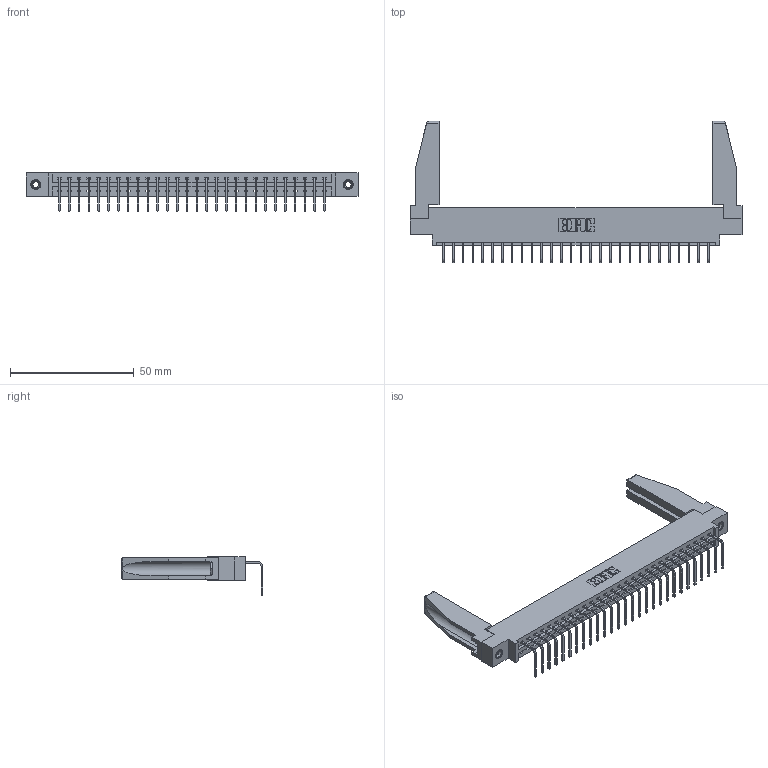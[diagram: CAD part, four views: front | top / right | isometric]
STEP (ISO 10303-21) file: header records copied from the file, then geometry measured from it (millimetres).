
FILE_DESCRIPTION (( 'STEP AP203' ), '1' );
FILE_NAME ('337-028-558-678.STEP', '2019-10-07T13:30:39', ( '' ), ( '' ), 'SwSTEP 2.0', 'SolidWorks 2016', '' );
FILE_SCHEMA (( 'CONFIG_CONTROL_DESIGN' ));
Length unit declared in the file: inch
Products named in the file (5): 345-250-001_345-250-001-102; 337 Part_0.170 Offset - 0.156 Dia-TI; 337-028-558-678; 307-220-078; 345-292-001_558 Tail - 2
Assembly tree (33 placements, depth 2):
  337-028-558-678
    337 Part_0.170 Offset - 0.156 Dia-TI
    345-292-001_558 Tail - 2  x28
    345-250-001_345-250-001-102  x2
    307-220-078  x2
Bounding box: 133.96 x 56.96 x 15.37 mm (x, y, z)
Volume: 17716.8 mm3; surface area: 18609.9 mm2
Topology: 33 solids, 33 shells, 2040 faces, 6085 edges, 4010 vertices
Faces by surface type: plane 1502, cylinder 522, cone 12, torus 4
Entity records: 25280 total; most frequent: CARTESIAN_POINT 4396, ORIENTED_EDGE 4316, DIRECTION 3738, EDGE_CURVE 2158, VECTOR 1992, LINE 1992, VERTEX_POINT 1432, AXIS2_PLACEMENT_3D 873
